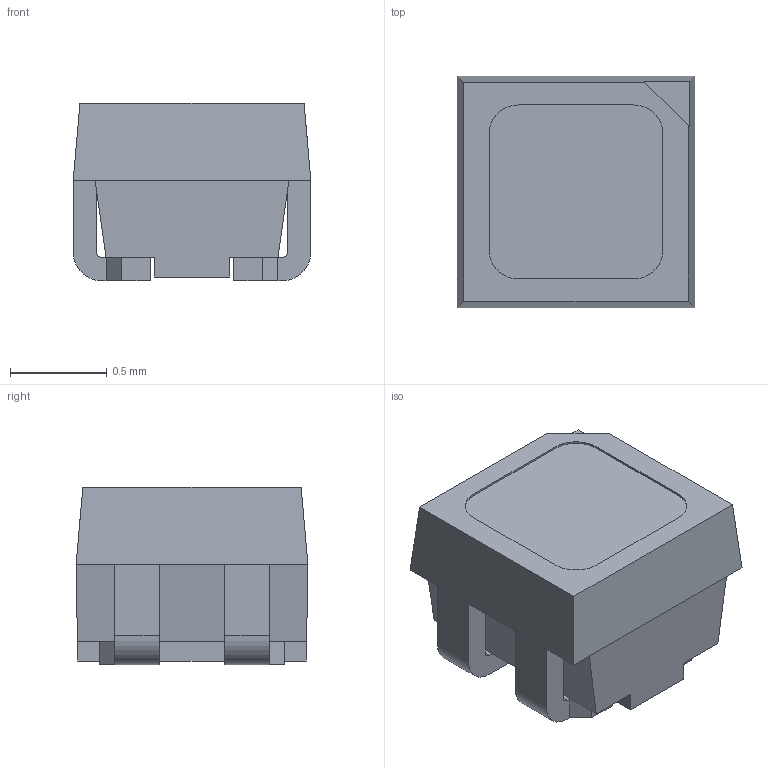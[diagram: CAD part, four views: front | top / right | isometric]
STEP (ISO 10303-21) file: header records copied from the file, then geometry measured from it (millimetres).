
FILE_DESCRIPTION (( 'STEP AP214' ), '1' );
FILE_NAME ('XL-B1212RGBA-HF.STEP', '2025-06-27T11:16:29', ( '' ), ( '' ), 'SwSTEP 2.0', 'SolidWorks 2025', '' );
FILE_SCHEMA (( 'AUTOMOTIVE_DESIGN' ));
Length unit declared in the file: millimetre
Products named in the file (1): XL-B1212RGBA-HF
Bounding box: 1.23 x 1.2 x 0.92 mm (x, y, z)
Volume: 1.1 mm3; surface area: 9.1 mm2
Topology: 5 solids, 5 shells, 75 faces, 188 edges, 124 vertices
Faces by surface type: plane 63, cylinder 12
Entity records: 3098 total; most frequent: CARTESIAN_POINT 388, ORIENTED_EDGE 376, DIRECTION 364, EDGE_CURVE 188, LINE 164, VECTOR 164, VERTEX_POINT 124, AXIS2_PLACEMENT_3D 100
